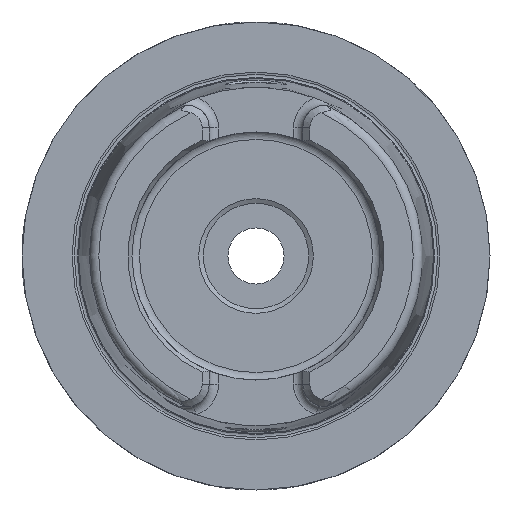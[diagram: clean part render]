
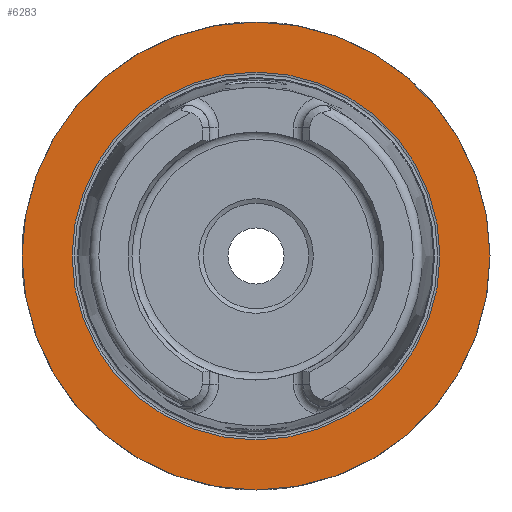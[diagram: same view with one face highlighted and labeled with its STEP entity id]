
A CAD part, left-side view. The second image highlights one B-rep face of the part: STEP entity #6283.
In plain terms, the highlighted planar face has unit normal (-1, 0, 0).
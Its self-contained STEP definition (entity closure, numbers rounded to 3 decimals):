
#2438=CARTESIAN_POINT('',(0.,50.0,0.0));
#2439=VERTEX_POINT('',#2438);
#2440=CARTESIAN_POINT('',(0.0,0.,0.0));
#2441=DIRECTION('',(1.0,0.0,0.0));
#2442=DIRECTION('',(0.0,1.0,0.0));
#2443=AXIS2_PLACEMENT_3D('',#2440,#2441,#2442);
#2444=CIRCLE('',#2443,50.0);
#2445=EDGE_CURVE('',#2439,#2439,#2444,.T.);
#6225=CARTESIAN_POINT('',(0.,39.297,0.0));
#6226=VERTEX_POINT('',#6225);
#6227=CARTESIAN_POINT('',(0.,0.0,0.0));
#6228=DIRECTION('',(1.0,0.0,0.0));
#6229=DIRECTION('',(0.0,1.0,0.0));
#6230=AXIS2_PLACEMENT_3D('',#6227,#6228,#6229);
#6231=CIRCLE('',#6230,39.297);
#6232=EDGE_CURVE('',#6226,#6226,#6231,.T.);
#6272=CARTESIAN_POINT('',(0.,44.004,0.0));
#6273=DIRECTION('',(-1.0,0.0,0.0));
#6274=DIRECTION('',(0.0,0.0,1.0));
#6275=AXIS2_PLACEMENT_3D('',#6272,#6273,#6274);
#6276=PLANE('',#6275);
#6277=ORIENTED_EDGE('',*,*,#2445,.F.);
#6278=EDGE_LOOP('',(#6277));
#6279=FACE_OUTER_BOUND('',#6278,.T.);
#6280=ORIENTED_EDGE('',*,*,#6232,.T.);
#6281=EDGE_LOOP('',(#6280));
#6282=FACE_BOUND('',#6281,.T.);
#6283=ADVANCED_FACE('',(#6279,#6282),#6276,.T.);
